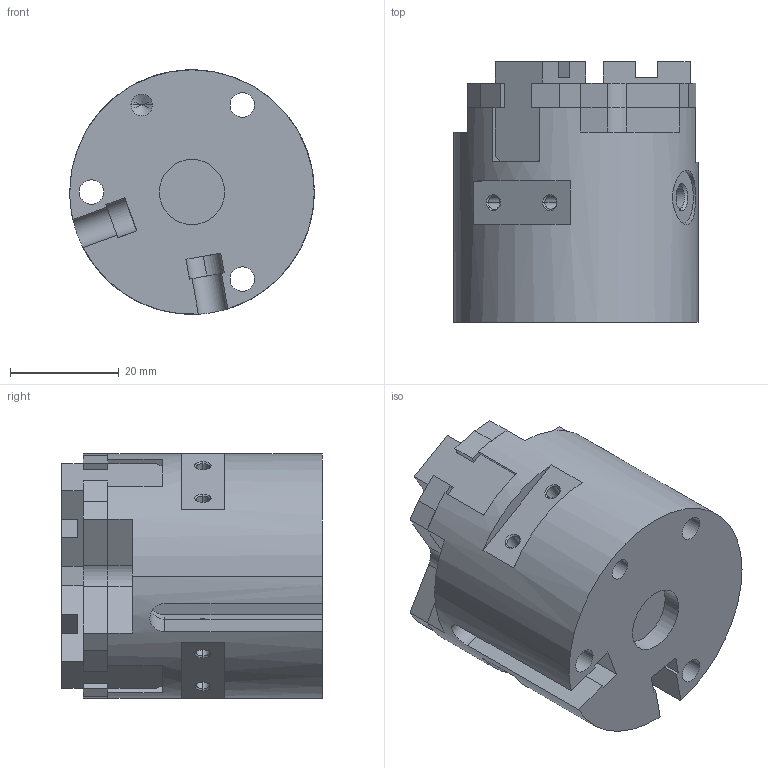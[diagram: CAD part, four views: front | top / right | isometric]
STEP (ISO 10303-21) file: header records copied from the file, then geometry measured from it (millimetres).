
FILE_DESCRIPTION( ( '' ), '1' );
FILE_NAME( 'opl45_3_ol672pcl_0_2_03.stp', '2010-10-20T09:45:16', ( '' ), ( '' ), ' ', ' ', ' ' );
FILE_SCHEMA( ( 'CONFIG_CONTROL_DESIGN' ) );
Length unit declared in the file: millimetre
Products named in the file (4): 1; 2; 3; 4
Bounding box: 45 x 48 x 44.98 mm (x, y, z)
Volume: 59206.4 mm3; surface area: 19527.8 mm2
Topology: 4 solids, 4 shells, 259 faces, 666 edges, 404 vertices
Faces by surface type: plane 142, cylinder 61, cone 56
Entity records: 7928 total; most frequent: CARTESIAN_POINT 1509, DIRECTION 1318, ORIENTED_EDGE 1268, EDGE_CURVE 634, LINE 456, VECTOR 456, AXIS2_PLACEMENT_3D 431, VERTEX_POINT 404
